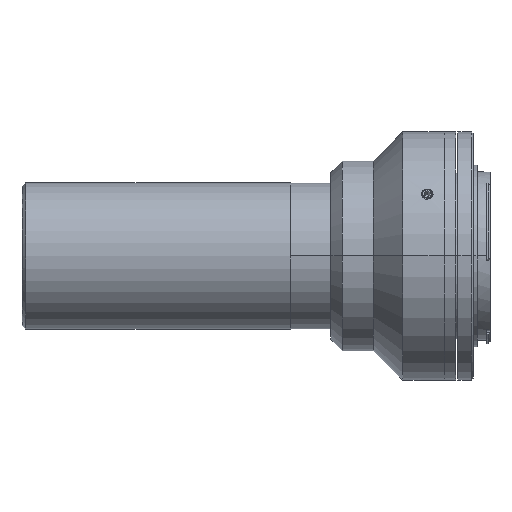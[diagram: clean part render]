
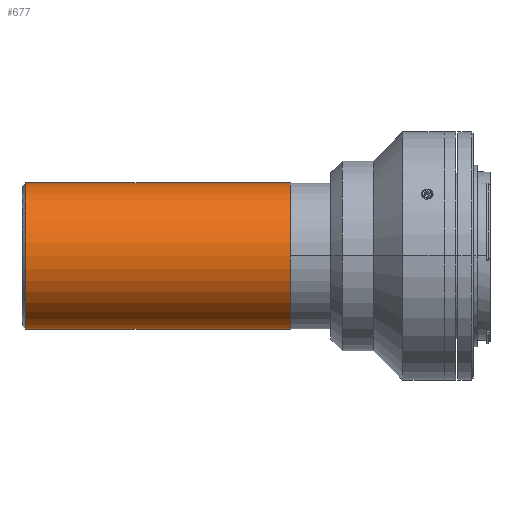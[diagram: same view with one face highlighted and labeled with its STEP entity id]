
A CAD part, top view. The second image highlights one B-rep face of the part: STEP entity #677.
In plain terms, the highlighted cylindrical face has radius 18.85 mm (diameter 37.7 mm), a partial arc.
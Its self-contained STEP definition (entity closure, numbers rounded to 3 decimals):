
#53 = AXIS2_PLACEMENT_3D ( 'NONE', #784, #305, #2605 ) ;
#288 = CARTESIAN_POINT ( 'NONE',  ( -55.1, -18.85, 0. ) ) ;
#305 = DIRECTION ( 'NONE',  ( 1., 0., 0. ) ) ;
#377 = ORIENTED_EDGE ( 'NONE', *, *, #5290, .F. ) ;
#677 = ADVANCED_FACE ( 'NONE', ( #3026 ), #4396, .T. ) ;
#747 = LINE ( 'NONE', #3969, #4844 ) ;
#784 = CARTESIAN_POINT ( 'NONE',  ( 0., 0., 0. ) ) ;
#1041 = EDGE_CURVE ( 'NONE', #1540, #2258, #1651, .T. ) ;
#1076 = ORIENTED_EDGE ( 'NONE', *, *, #2278, .T. ) ;
#1464 = CARTESIAN_POINT ( 'NONE',  ( -55.1, 0., 0. ) ) ;
#1475 = DIRECTION ( 'NONE',  ( 1., 0., 0. ) ) ;
#1509 = DIRECTION ( 'NONE',  ( 0., -1., 0. ) ) ;
#1540 = VERTEX_POINT ( 'NONE', #288 ) ;
#1651 = LINE ( 'NONE', #4870, #4841 ) ;
#1815 = ORIENTED_EDGE ( 'NONE', *, *, #1041, .T. ) ;
#2127 = DIRECTION ( 'NONE',  ( 1., 0., 0. ) ) ;
#2258 = VERTEX_POINT ( 'NONE', #2330 ) ;
#2278 = EDGE_CURVE ( 'NONE', #3244, #1540, #2547, .T. ) ;
#2330 = CARTESIAN_POINT ( 'NONE',  ( 13.1, -18.85, 0. ) ) ;
#2442 = CARTESIAN_POINT ( 'NONE',  ( 13.1, 18.85, 0. ) ) ;
#2547 = CIRCLE ( 'NONE', #3215, 18.85 ) ;
#2592 = VERTEX_POINT ( 'NONE', #2442 ) ;
#2605 = DIRECTION ( 'NONE',  ( 0., -1., 0. ) ) ;
#2608 = ORIENTED_EDGE ( 'NONE', *, *, #3018, .F. ) ;
#3018 = EDGE_CURVE ( 'NONE', #3244, #2592, #747, .T. ) ;
#3026 = FACE_OUTER_BOUND ( 'NONE', #5449, .T. ) ;
#3215 = AXIS2_PLACEMENT_3D ( 'NONE', #1464, #4659, #4209 ) ;
#3244 = VERTEX_POINT ( 'NONE', #4711 ) ;
#3393 = CIRCLE ( 'NONE', #4630, 18.85 ) ;
#3969 = CARTESIAN_POINT ( 'NONE',  ( 0., 18.85, 0. ) ) ;
#4191 = CARTESIAN_POINT ( 'NONE',  ( 13.1, 0., 0. ) ) ;
#4209 = DIRECTION ( 'NONE',  ( 0., -1., 0. ) ) ;
#4396 = CYLINDRICAL_SURFACE ( 'NONE', #53, 18.85 ) ;
#4630 = AXIS2_PLACEMENT_3D ( 'NONE', #4191, #1475, #1509 ) ;
#4659 = DIRECTION ( 'NONE',  ( 1., 0., 0. ) ) ;
#4711 = CARTESIAN_POINT ( 'NONE',  ( -55.1, 18.85, 0. ) ) ;
#4783 = DIRECTION ( 'NONE',  ( 1., 0., 0. ) ) ;
#4841 = VECTOR ( 'NONE', #2127, 1000. ) ;
#4844 = VECTOR ( 'NONE', #4783, 1000. ) ;
#4870 = CARTESIAN_POINT ( 'NONE',  ( 0., -18.85, 0. ) ) ;
#5290 = EDGE_CURVE ( 'NONE', #2592, #2258, #3393, .T. ) ;
#5449 = EDGE_LOOP ( 'NONE', ( #2608, #1076, #1815, #377 ) ) ;
